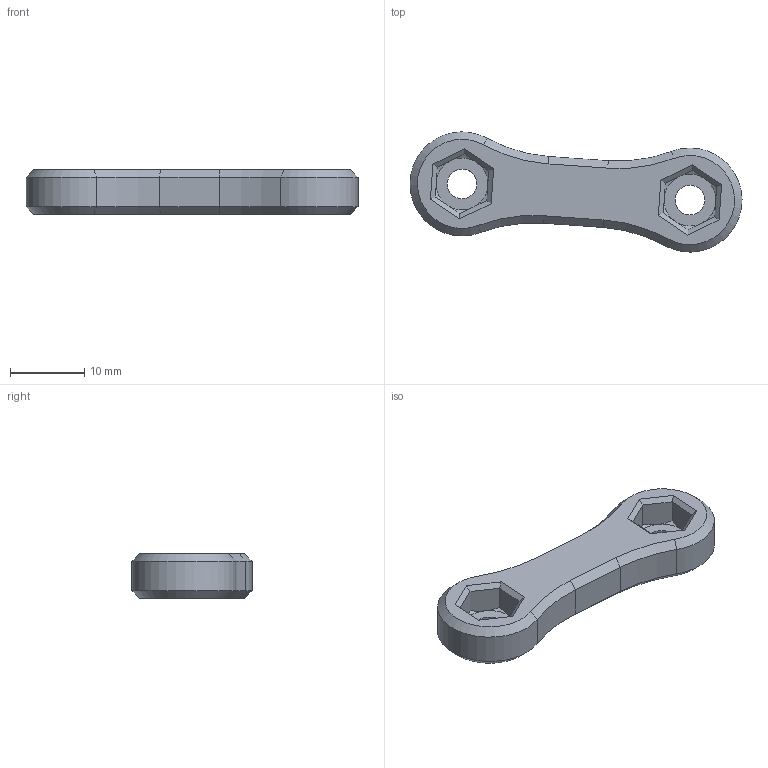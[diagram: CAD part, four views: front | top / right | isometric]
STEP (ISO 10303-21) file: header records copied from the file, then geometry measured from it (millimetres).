
FILE_DESCRIPTION(/* description */ (''),/* implementation_level */ '2;1');
FILE_NAME(/* name */ 'PitClamp_v3_Dogbone_Nuts.step',/* time_stamp */ '2024-03-25T11:27:55-04:00',/* author */ (''),/* organization */ (''),/* preprocessor_version */ 'ST-DEVELOPER v20',/* originating_system */ 'Autodesk Translation Framework v12.20.1.177',/* authorisation */ '');
FILE_SCHEMA (('AUTOMOTIVE_DESIGN { 1 0 10303 214 3 1 1 }'));
Length unit declared in the file: millimetre
Products named in the file (1): PitClamp v3 RELEASE FILES
Bounding box: 44.67 x 16.18 x 6 mm (x, y, z)
Volume: 2361.2 mm3; surface area: 1645 mm2
Topology: 1 solids, 1 shells, 66 faces, 146 edges, 84 vertices
Faces by surface type: plane 34, cone 24, cylinder 8
Full cylindrical faces by diameter (mm): 4 x2
Entity records: 1787 total; most frequent: CARTESIAN_POINT 345, DIRECTION 296, ORIENTED_EDGE 292, EDGE_CURVE 146, AXIS2_PLACEMENT_3D 107, VERTEX_POINT 84, LINE 82, VECTOR 82
